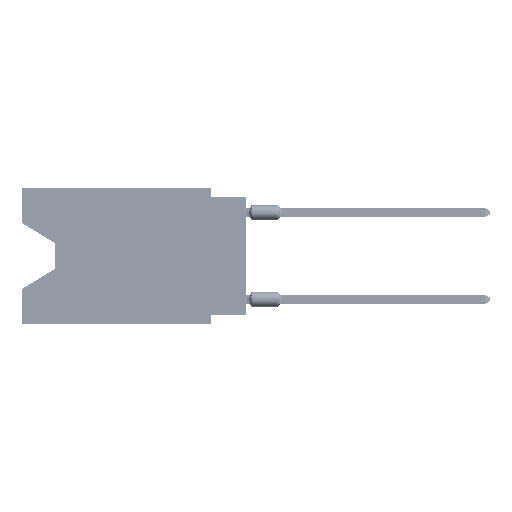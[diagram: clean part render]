
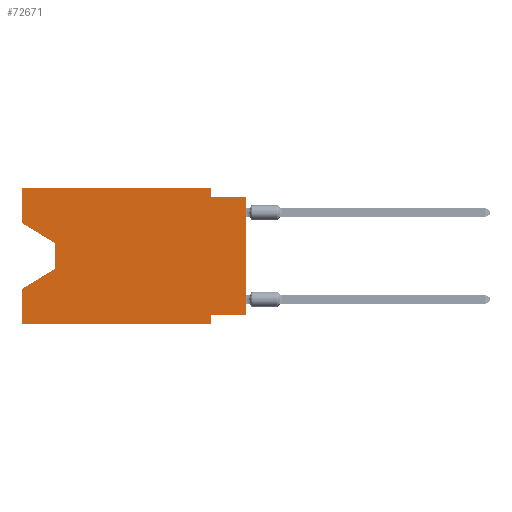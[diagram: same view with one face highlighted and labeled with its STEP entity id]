
A CAD part, left-side view. The second image highlights one B-rep face of the part: STEP entity #72671.
In plain terms, the highlighted planar face has unit normal (-1, 0, 0).
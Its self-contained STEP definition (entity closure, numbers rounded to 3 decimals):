
#1548 = CARTESIAN_POINT ( 'NONE',  ( 0., 13.97, -4.013 ) ) ;
#3038 = ORIENTED_EDGE ( 'NONE', *, *, #54114, .T. ) ;
#3540 = VERTEX_POINT ( 'NONE', #18532 ) ;
#4199 = VERTEX_POINT ( 'NONE', #64897 ) ;
#4529 = VECTOR ( 'NONE', #33483, 1000. ) ;
#6662 = EDGE_CURVE ( 'NONE', #34901, #83114, #50262, .T. ) ;
#7053 = ORIENTED_EDGE ( 'NONE', *, *, #65568, .F. ) ;
#7553 = VERTEX_POINT ( 'NONE', #44068 ) ;
#7613 = VECTOR ( 'NONE', #73394, 1000. ) ;
#8014 = CARTESIAN_POINT ( 'NONE',  ( 0., 16.383, 0. ) ) ;
#8232 = AXIS2_PLACEMENT_3D ( 'NONE', #82990, #10381, #50530 ) ;
#8489 = EDGE_CURVE ( 'NONE', #78190, #49197, #32634, .T. ) ;
#8799 = CARTESIAN_POINT ( 'NONE',  ( 0., 2.54, -0.635 ) ) ;
#9958 = VECTOR ( 'NONE', #17772, 1000. ) ;
#10381 = DIRECTION ( 'NONE',  ( 1., 0., 0. ) ) ;
#11076 = ORIENTED_EDGE ( 'NONE', *, *, #51423, .T. ) ;
#12425 = VERTEX_POINT ( 'NONE', #72031 ) ;
#14522 = LINE ( 'NONE', #46156, #37143 ) ;
#15216 = DIRECTION ( 'NONE',  ( 0., 0., -1. ) ) ;
#15357 = DIRECTION ( 'NONE',  ( 0., -1., 0. ) ) ;
#16032 = LINE ( 'NONE', #60912, #73238 ) ;
#16264 = CARTESIAN_POINT ( 'NONE',  ( 0., 16.383, -2.546 ) ) ;
#17772 = DIRECTION ( 'NONE',  ( 0., 0., -1. ) ) ;
#18249 = CARTESIAN_POINT ( 'NONE',  ( 0., 0., -0.635 ) ) ;
#18532 = CARTESIAN_POINT ( 'NONE',  ( 0., 2.54, -9.271 ) ) ;
#19398 = CARTESIAN_POINT ( 'NONE',  ( 0., 16.383, 0. ) ) ;
#19505 = DIRECTION ( 'NONE',  ( 0., 0., -1. ) ) ;
#23009 = ORIENTED_EDGE ( 'NONE', *, *, #79447, .F. ) ;
#23344 = VECTOR ( 'NONE', #54329, 1000. ) ;
#23350 = CARTESIAN_POINT ( 'NONE',  ( 0., 2.54, 0. ) ) ;
#24891 = CARTESIAN_POINT ( 'NONE',  ( 0., 16.383, -7.36 ) ) ;
#25301 = VECTOR ( 'NONE', #47117, 1000. ) ;
#25907 = CARTESIAN_POINT ( 'NONE',  ( 0., 2.54, -9.906 ) ) ;
#28029 = DIRECTION ( 'NONE',  ( 0., 0., 1. ) ) ;
#28295 = LINE ( 'NONE', #66738, #23344 ) ;
#30028 = PLANE ( 'NONE',  #8232 ) ;
#31369 = CARTESIAN_POINT ( 'NONE',  ( 0., 13.97, -5.893 ) ) ;
#31590 = ORIENTED_EDGE ( 'NONE', *, *, #74231, .T. ) ;
#32634 = LINE ( 'NONE', #19398, #4529 ) ;
#33483 = DIRECTION ( 'NONE',  ( 0., 0., 1. ) ) ;
#33648 = VECTOR ( 'NONE', #45590, 1000. ) ;
#34810 = VECTOR ( 'NONE', #82073, 1000. ) ;
#34901 = VERTEX_POINT ( 'NONE', #64222 ) ;
#37143 = VECTOR ( 'NONE', #15357, 1000. ) ;
#37283 = FACE_OUTER_BOUND ( 'NONE', #51786, .T. ) ;
#39067 = LINE ( 'NONE', #31369, #51072 ) ;
#39795 = CARTESIAN_POINT ( 'NONE',  ( 0., 0., -0.635 ) ) ;
#40320 = ORIENTED_EDGE ( 'NONE', *, *, #75034, .F. ) ;
#44068 = CARTESIAN_POINT ( 'NONE',  ( 0., 0., -9.271 ) ) ;
#45163 = LINE ( 'NONE', #18249, #33648 ) ;
#45590 = DIRECTION ( 'NONE',  ( 0., -1., 0. ) ) ;
#46122 = EDGE_CURVE ( 'NONE', #12425, #71236, #60069, .T. ) ;
#46156 = CARTESIAN_POINT ( 'NONE',  ( 0., 16.383, -9.906 ) ) ;
#46278 = CARTESIAN_POINT ( 'NONE',  ( 0., 16.383, 0. ) ) ;
#47117 = DIRECTION ( 'NONE',  ( 0., -1., 0. ) ) ;
#49197 = VERTEX_POINT ( 'NONE', #24891 ) ;
#50262 = LINE ( 'NONE', #23350, #9958 ) ;
#50530 = DIRECTION ( 'NONE',  ( 0., 0., -1. ) ) ;
#51035 = DIRECTION ( 'NONE',  ( 0., 0.855, -0.519 ) ) ;
#51072 = VECTOR ( 'NONE', #51035, 1000. ) ;
#51423 = EDGE_CURVE ( 'NONE', #71236, #49197, #39067, .T. ) ;
#51786 = EDGE_LOOP ( 'NONE', ( #3038, #73859, #11076, #57139, #31590, #56824, #40320, #81235, #7053, #83975, #68496, #23009 ) ) ;
#52693 = LINE ( 'NONE', #46278, #25301 ) ;
#54114 = EDGE_CURVE ( 'NONE', #56496, #12425, #56419, .T. ) ;
#54329 = DIRECTION ( 'NONE',  ( 0., 1., 0. ) ) ;
#54817 = VECTOR ( 'NONE', #19505, 1000. ) ;
#56419 = LINE ( 'NONE', #16264, #34810 ) ;
#56496 = VERTEX_POINT ( 'NONE', #74495 ) ;
#56824 = ORIENTED_EDGE ( 'NONE', *, *, #59896, .F. ) ;
#57139 = ORIENTED_EDGE ( 'NONE', *, *, #8489, .F. ) ;
#58299 = VERTEX_POINT ( 'NONE', #39795 ) ;
#59541 = CARTESIAN_POINT ( 'NONE',  ( 0., 13.97, -5.893 ) ) ;
#59896 = EDGE_CURVE ( 'NONE', #3540, #80665, #84435, .T. ) ;
#60069 = LINE ( 'NONE', #1548, #61374 ) ;
#60133 = LINE ( 'NONE', #8014, #7613 ) ;
#60912 = CARTESIAN_POINT ( 'NONE',  ( 0., 0., 0. ) ) ;
#61374 = VECTOR ( 'NONE', #15216, 1000. ) ;
#64118 = EDGE_CURVE ( 'NONE', #7553, #58299, #16032, .T. ) ;
#64222 = CARTESIAN_POINT ( 'NONE',  ( 0., 2.54, 0. ) ) ;
#64897 = CARTESIAN_POINT ( 'NONE',  ( 0., 16.383, 0. ) ) ;
#65568 = EDGE_CURVE ( 'NONE', #83114, #58299, #45163, .T. ) ;
#66738 = CARTESIAN_POINT ( 'NONE',  ( 0., 0., -9.271 ) ) ;
#68496 = ORIENTED_EDGE ( 'NONE', *, *, #80278, .F. ) ;
#71236 = VERTEX_POINT ( 'NONE', #59541 ) ;
#72031 = CARTESIAN_POINT ( 'NONE',  ( 0., 13.97, -4.013 ) ) ;
#72671 = ADVANCED_FACE ( 'NONE', ( #37283 ), #30028, .F. ) ;
#73238 = VECTOR ( 'NONE', #28029, 1000. ) ;
#73394 = DIRECTION ( 'NONE',  ( 0., 0., 1. ) ) ;
#73840 = CARTESIAN_POINT ( 'NONE',  ( 0., 2.54, -9.906 ) ) ;
#73859 = ORIENTED_EDGE ( 'NONE', *, *, #46122, .T. ) ;
#74231 = EDGE_CURVE ( 'NONE', #78190, #80665, #14522, .T. ) ;
#74495 = CARTESIAN_POINT ( 'NONE',  ( 0., 16.383, -2.546 ) ) ;
#75034 = EDGE_CURVE ( 'NONE', #7553, #3540, #28295, .T. ) ;
#78190 = VERTEX_POINT ( 'NONE', #80623 ) ;
#79447 = EDGE_CURVE ( 'NONE', #56496, #4199, #60133, .T. ) ;
#80278 = EDGE_CURVE ( 'NONE', #4199, #34901, #52693, .T. ) ;
#80623 = CARTESIAN_POINT ( 'NONE',  ( 0., 16.383, -9.906 ) ) ;
#80665 = VERTEX_POINT ( 'NONE', #73840 ) ;
#81235 = ORIENTED_EDGE ( 'NONE', *, *, #64118, .T. ) ;
#82073 = DIRECTION ( 'NONE',  ( 0., -0.855, -0.519 ) ) ;
#82990 = CARTESIAN_POINT ( 'NONE',  ( 0., 16.383, 0. ) ) ;
#83114 = VERTEX_POINT ( 'NONE', #8799 ) ;
#83975 = ORIENTED_EDGE ( 'NONE', *, *, #6662, .F. ) ;
#84435 = LINE ( 'NONE', #25907, #54817 ) ;
